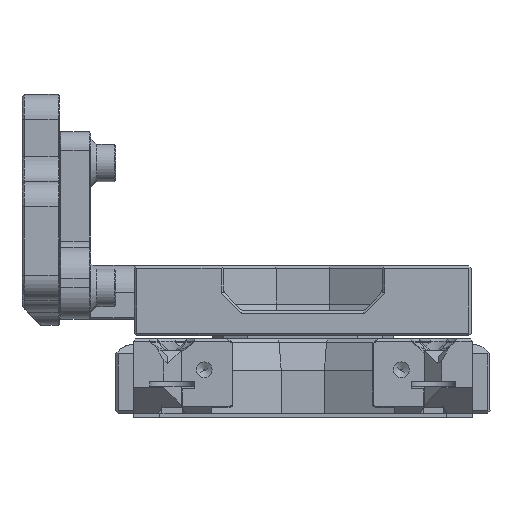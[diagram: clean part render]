
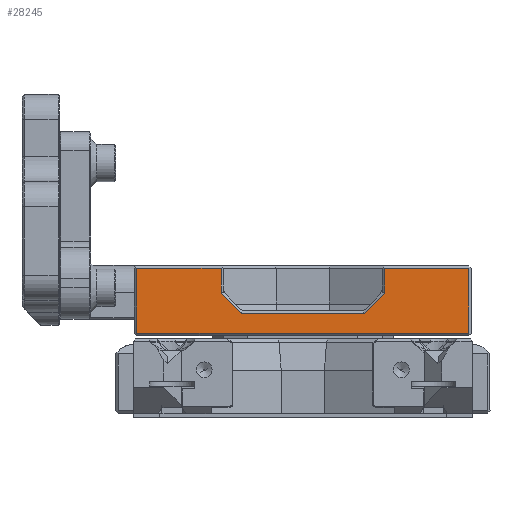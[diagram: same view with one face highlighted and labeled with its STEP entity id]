
A CAD part, front view. The second image highlights one B-rep face of the part: STEP entity #28245.
In plain terms, the highlighted planar face has unit normal (0, -1, 0).
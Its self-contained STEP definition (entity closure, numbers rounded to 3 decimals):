
#1555=PLANE('',#30402);
#2833=FACE_OUTER_BOUND('',#4523,.T.);
#4523=EDGE_LOOP('',(#23287,#23288,#23289,#23290,#23291,#23292,#23293,#23294,
#23295,#23296));
#7052=LINE('',#44780,#10019);
#7064=LINE('',#44804,#10031);
#7066=LINE('',#44808,#10033);
#7071=LINE('',#44818,#10038);
#7072=LINE('',#44820,#10039);
#7073=LINE('',#44822,#10040);
#7074=LINE('',#44823,#10041);
#7075=LINE('',#44825,#10042);
#7076=LINE('',#44827,#10043);
#7077=LINE('',#44828,#10044);
#10019=VECTOR('',#35766,10.);
#10031=VECTOR('',#35782,10.);
#10033=VECTOR('',#35786,10.);
#10038=VECTOR('',#35793,10.);
#10039=VECTOR('',#35794,10.);
#10040=VECTOR('',#35795,10.);
#10041=VECTOR('',#35796,10.);
#10042=VECTOR('',#35797,10.);
#10043=VECTOR('',#35798,10.);
#10044=VECTOR('',#35799,10.);
#13604=VERTEX_POINT('',#44777);
#13605=VERTEX_POINT('',#44779);
#13614=VERTEX_POINT('',#44801);
#13615=VERTEX_POINT('',#44803);
#13616=VERTEX_POINT('',#44807);
#13620=VERTEX_POINT('',#44817);
#13621=VERTEX_POINT('',#44819);
#13622=VERTEX_POINT('',#44821);
#13623=VERTEX_POINT('',#44824);
#13624=VERTEX_POINT('',#44826);
#16987=EDGE_CURVE('',#13604,#13605,#7052,.T.);
#16999=EDGE_CURVE('',#13614,#13615,#7064,.T.);
#17001=EDGE_CURVE('',#13615,#13616,#7066,.T.);
#17006=EDGE_CURVE('',#13620,#13604,#7071,.T.);
#17007=EDGE_CURVE('',#13621,#13620,#7072,.T.);
#17008=EDGE_CURVE('',#13622,#13621,#7073,.T.);
#17009=EDGE_CURVE('',#13616,#13622,#7074,.T.);
#17010=EDGE_CURVE('',#13623,#13614,#7075,.T.);
#17011=EDGE_CURVE('',#13624,#13623,#7076,.T.);
#17012=EDGE_CURVE('',#13605,#13624,#7077,.T.);
#23287=ORIENTED_EDGE('',*,*,#16987,.F.);
#23288=ORIENTED_EDGE('',*,*,#17006,.F.);
#23289=ORIENTED_EDGE('',*,*,#17007,.F.);
#23290=ORIENTED_EDGE('',*,*,#17008,.F.);
#23291=ORIENTED_EDGE('',*,*,#17009,.F.);
#23292=ORIENTED_EDGE('',*,*,#17001,.F.);
#23293=ORIENTED_EDGE('',*,*,#16999,.F.);
#23294=ORIENTED_EDGE('',*,*,#17010,.F.);
#23295=ORIENTED_EDGE('',*,*,#17011,.F.);
#23296=ORIENTED_EDGE('',*,*,#17012,.F.);
#28245=ADVANCED_FACE('',(#2833),#1555,.T.);
#30402=AXIS2_PLACEMENT_3D('',#44816,#35791,#35792);
#35766=DIRECTION('',(0.,0.,-1.));
#35782=DIRECTION('',(0.,0.,1.));
#35786=DIRECTION('',(1.,0.,0.));
#35791=DIRECTION('center_axis',(0.,-1.,0.));
#35792=DIRECTION('ref_axis',(1.,0.,0.));
#35793=DIRECTION('',(1.,0.,0.));
#35794=DIRECTION('',(0.,0.,1.));
#35795=DIRECTION('',(-1.,0.,0.));
#35796=DIRECTION('',(0.,0.,-1.));
#35797=DIRECTION('',(0.707,0.,0.707));
#35798=DIRECTION('',(1.,0.,0.));
#35799=DIRECTION('',(0.707,0.,-0.707));
#44777=CARTESIAN_POINT('',(-13.1,-38.698,11.3));
#44779=CARTESIAN_POINT('',(-13.1,-38.698,7.334));
#44780=CARTESIAN_POINT('',(-13.1,-38.698,7.75));
#44801=CARTESIAN_POINT('',(13.1,-38.698,7.334));
#44803=CARTESIAN_POINT('',(13.1,-38.698,11.3));
#44804=CARTESIAN_POINT('',(13.1,-38.698,7.75));
#44807=CARTESIAN_POINT('',(26.6,-38.698,11.3));
#44808=CARTESIAN_POINT('',(0.,-38.698,11.3));
#44816=CARTESIAN_POINT('Origin',(0.,-38.698,
3.8));
#44817=CARTESIAN_POINT('',(-26.6,-38.698,11.3));
#44818=CARTESIAN_POINT('',(0.,-38.698,11.3));
#44819=CARTESIAN_POINT('',(-26.6,-38.698,0.9));
#44820=CARTESIAN_POINT('',(-26.6,-38.698,2.15));
#44821=CARTESIAN_POINT('',(26.6,-38.698,0.9));
#44822=CARTESIAN_POINT('',(7.35,-38.698,0.9));
#44823=CARTESIAN_POINT('',(26.6,-38.698,2.15));
#44824=CARTESIAN_POINT('',(9.866,-38.698,4.1));
#44825=CARTESIAN_POINT('',(8.133,-38.698,2.367));
#44826=CARTESIAN_POINT('',(-9.866,-38.698,4.1));
#44827=CARTESIAN_POINT('',(-7.35,-38.698,4.1));
#44828=CARTESIAN_POINT('',(-8.133,-38.698,2.367));
